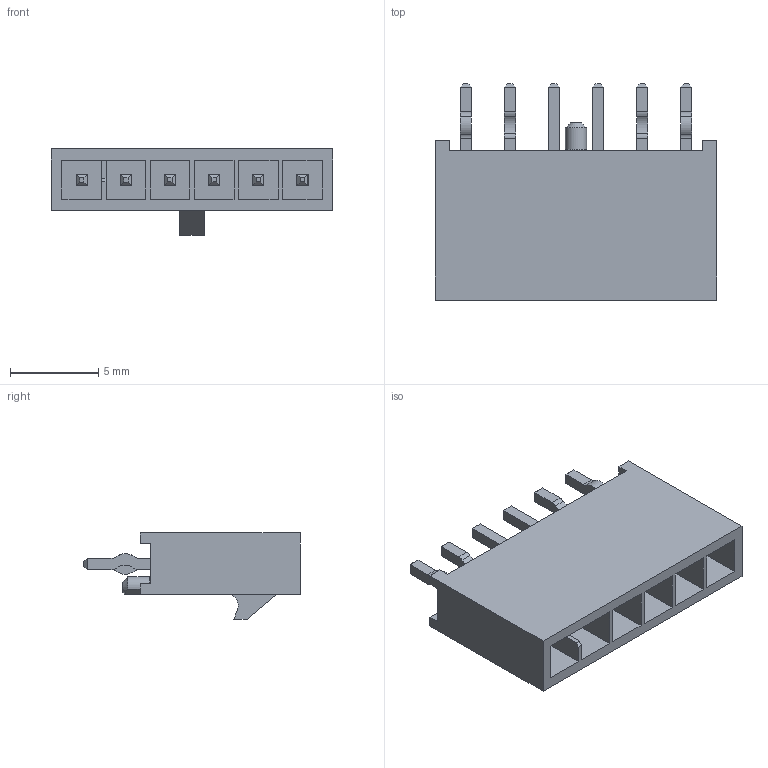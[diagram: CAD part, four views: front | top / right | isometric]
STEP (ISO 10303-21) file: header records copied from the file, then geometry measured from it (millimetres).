
FILE_DESCRIPTION(/* description */ ('Unknown'),/* implementation_level */ '2;1');
FILE_NAME(/* name */ '626006120101',/* time_stamp */ '2023-11-10T11:54:23+01:00',/* author */ ('Unknown'),/* organization */ ('Unknown'),/* preprocessor_version */ 'ST-DEVELOPER v18.102',/* originating_system */ 'Solid Edge',/* authorisation */ 'Unknown');
FILE_SCHEMA (('AUTOMOTIVE_DESIGN {1 0 10303 214 3 1 1}'));
Length unit declared in the file: millimetre
Products named in the file (4): 6260xx120101; 626006120101; 6260xx120101_PIN1; 6260xx120101_PIN2
Assembly tree (7 placements, depth 2):
  6260xx120101
    626006120101
    6260xx120101_PIN1  x2
    6260xx120101_PIN2  x4
Bounding box: 15.94 x 12.26 x 4.88 mm (x, y, z)
Volume: 280.3 mm3; surface area: 1034.9 mm2
Topology: 7 solids, 7 shells, 237 faces, 582 edges, 372 vertices
Faces by surface type: plane 209, cylinder 26, cone 1, torus 1
Entity records: 4771 total; most frequent: CARTESIAN_POINT 835, ORIENTED_EDGE 792, DIRECTION 739, EDGE_CURVE 396, LINE 373, VECTOR 373, VERTEX_POINT 259, EDGE_LOOP 183
